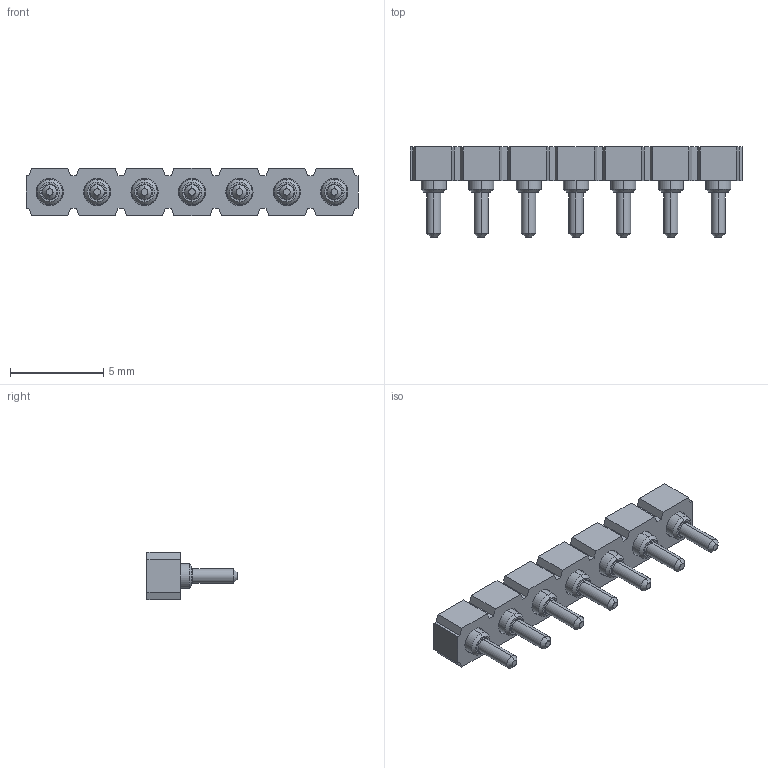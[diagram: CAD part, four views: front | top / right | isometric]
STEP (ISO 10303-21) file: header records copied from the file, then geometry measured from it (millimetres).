
FILE_DESCRIPTION (( 'STEP AP214' ), '1' );
FILE_NAME ('mill-max-315-13-107-41-003000.STEP', '2022-10-22T15:18:22', ( '' ), ( '' ), 'SwSTEP 2.0', 'SolidWorks 2022', '' );
FILE_SCHEMA (( 'AUTOMOTIVE_DESIGN' ));
Length unit declared in the file: inch
Products named in the file (3): P3XX-11-011-00-000000_P307-11-011-00-000000; 1534_1534-0-00-15-00-00-03-0; mill-max-315-13-107-41-003000
Assembly tree (8 placements, depth 2):
  mill-max-315-13-107-41-003000
    P3XX-11-011-00-000000_P307-11-011-00-000000
    1534_1534-0-00-15-00-00-03-0  x7
Bounding box: 17.78 x 4.83 x 2.54 mm (x, y, z)
Volume: 68.3 mm3; surface area: 426.6 mm2
Topology: 8 solids, 8 shells, 314 faces, 698 edges, 421 vertices
Faces by surface type: cylinder 112, plane 104, cone 84, torus 14
Entity records: 4040 total; most frequent: DIRECTION 694, CARTESIAN_POINT 674, ORIENTED_EDGE 648, EDGE_CURVE 324, LINE 232, VECTOR 232, AXIS2_PLACEMENT_3D 231, VERTEX_POINT 211
